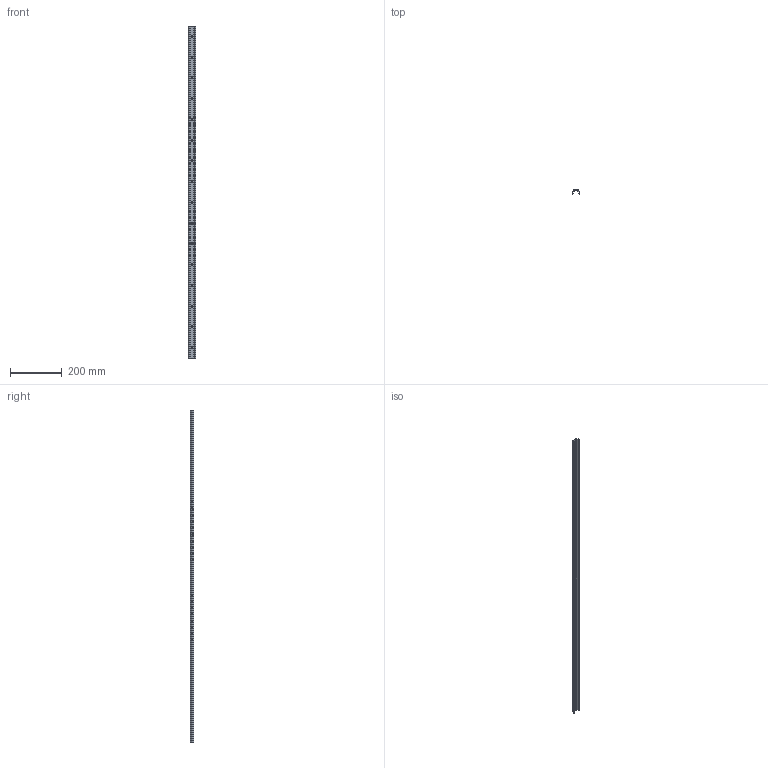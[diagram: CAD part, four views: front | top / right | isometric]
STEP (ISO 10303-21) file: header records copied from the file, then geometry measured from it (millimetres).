
FILE_DESCRIPTION (( 'STEP AP214' ), '1' );
FILE_NAME ('S-LBX 30-1280.STEP', '2023-11-14T12:07:59', ( '' ), ( '' ), 'SwSTEP 2.0', 'SolidWorks 2020', '' );
FILE_SCHEMA (( 'AUTOMOTIVE_DESIGN' ));
Length unit declared in the file: millimetre
Products named in the file (1): S-LBX 30-1280
Bounding box: 29.48 x 15 x 1280 mm (x, y, z)
Volume: 146438.6 mm3; surface area: 124718.3 mm2
Topology: 1 solids, 1 shells, 104 faces, 306 edges, 204 vertices
Faces by surface type: cylinder 58, plane 46
Entity records: 3604 total; most frequent: DIRECTION 632, CARTESIAN_POINT 615, ORIENTED_EDGE 612, EDGE_CURVE 306, AXIS2_PLACEMENT_3D 221, VERTEX_POINT 204, LINE 190, VECTOR 190
